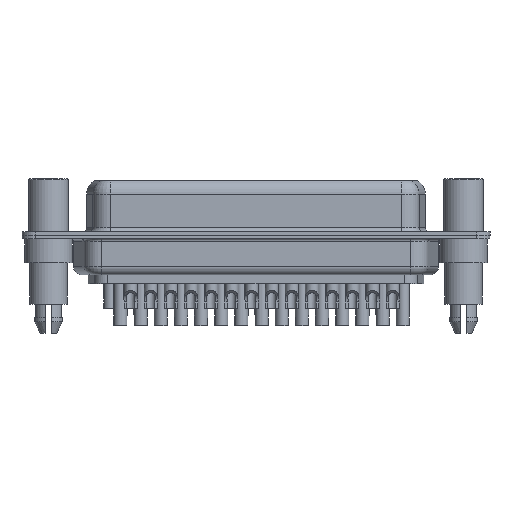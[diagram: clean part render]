
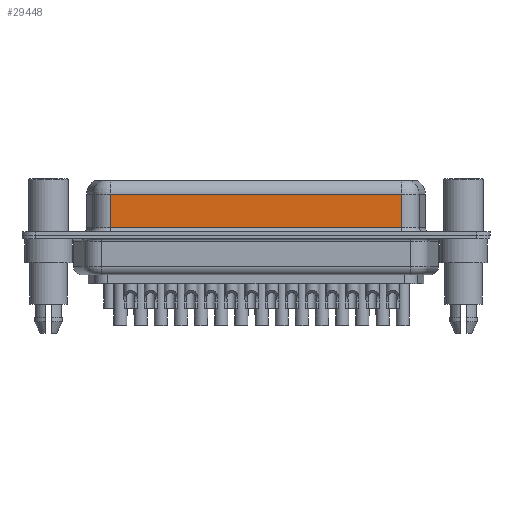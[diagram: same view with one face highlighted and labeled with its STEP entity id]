
A CAD part, front view. The second image highlights one B-rep face of the part: STEP entity #29448.
In plain terms, the highlighted planar face has unit normal (0, -1, 0).
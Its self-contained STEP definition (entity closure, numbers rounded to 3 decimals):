
#2925 = DIRECTION ( 'NONE',  ( 0., 0., -1. ) ) ;
#4101 = EDGE_CURVE ( 'NONE', #21766, #26890, #7928, .T. ) ;
#5532 = DIRECTION ( 'NONE',  ( -1., 0., 0. ) ) ;
#5894 = VECTOR ( 'NONE', #2925, 1000. ) ;
#6120 = PLANE ( 'NONE',  #21632 ) ;
#7928 = LINE ( 'NONE', #25095, #19602 ) ;
#8049 = EDGE_CURVE ( 'NONE', #21766, #8312, #18197, .T. ) ;
#8312 = VERTEX_POINT ( 'NONE', #10286 ) ;
#8356 = EDGE_CURVE ( 'NONE', #26890, #26345, #12874, .T. ) ;
#8687 = DIRECTION ( 'NONE',  ( 0., 1., 0. ) ) ;
#8798 = LINE ( 'NONE', #28084, #22114 ) ;
#8849 = DIRECTION ( 'NONE',  ( 0., 0., 1. ) ) ;
#9842 = ORIENTED_EDGE ( 'NONE', *, *, #27836, .T. ) ;
#10286 = CARTESIAN_POINT ( 'NONE',  ( 40.037, -3.95, 0.9 ) ) ;
#12874 = LINE ( 'NONE', #24874, #5894 ) ;
#13072 = ORIENTED_EDGE ( 'NONE', *, *, #4101, .T. ) ;
#15882 = DIRECTION ( 'NONE',  ( 1., 0., 0. ) ) ;
#16862 = CARTESIAN_POINT ( 'NONE',  ( 40.037, -3.95, 4.65 ) ) ;
#16968 = ORIENTED_EDGE ( 'NONE', *, *, #8356, .T. ) ;
#18197 = LINE ( 'NONE', #18355, #23297 ) ;
#18355 = CARTESIAN_POINT ( 'NONE',  ( 40.037, -3.95, 6.4 ) ) ;
#18777 = EDGE_LOOP ( 'NONE', ( #19998, #13072, #16968, #9842 ) ) ;
#19602 = VECTOR ( 'NONE', #5532, 1000. ) ;
#19998 = ORIENTED_EDGE ( 'NONE', *, *, #8049, .F. ) ;
#21222 = FACE_OUTER_BOUND ( 'NONE', #18777, .T. ) ;
#21632 = AXIS2_PLACEMENT_3D ( 'NONE', #28291, #8687, #8849 ) ;
#21766 = VERTEX_POINT ( 'NONE', #16862 ) ;
#22114 = VECTOR ( 'NONE', #15882, 1000. ) ;
#23297 = VECTOR ( 'NONE', #27980, 1000. ) ;
#24874 = CARTESIAN_POINT ( 'NONE',  ( 7.013, -3.95, 6.4 ) ) ;
#25095 = CARTESIAN_POINT ( 'NONE',  ( 40.037, -3.95, 4.65 ) ) ;
#25446 = CARTESIAN_POINT ( 'NONE',  ( 7.013, -3.95, 4.65 ) ) ;
#26345 = VERTEX_POINT ( 'NONE', #29117 ) ;
#26890 = VERTEX_POINT ( 'NONE', #25446 ) ;
#27836 = EDGE_CURVE ( 'NONE', #26345, #8312, #8798, .T. ) ;
#27980 = DIRECTION ( 'NONE',  ( 0., 0., -1. ) ) ;
#28084 = CARTESIAN_POINT ( 'NONE',  ( 40.037, -3.95, 0.9 ) ) ;
#28291 = CARTESIAN_POINT ( 'NONE',  ( 40.037, -3.95, 6.4 ) ) ;
#29117 = CARTESIAN_POINT ( 'NONE',  ( 7.013, -3.95, 0.9 ) ) ;
#29448 = ADVANCED_FACE ( 'NONE', ( #21222 ), #6120, .F. ) ;
